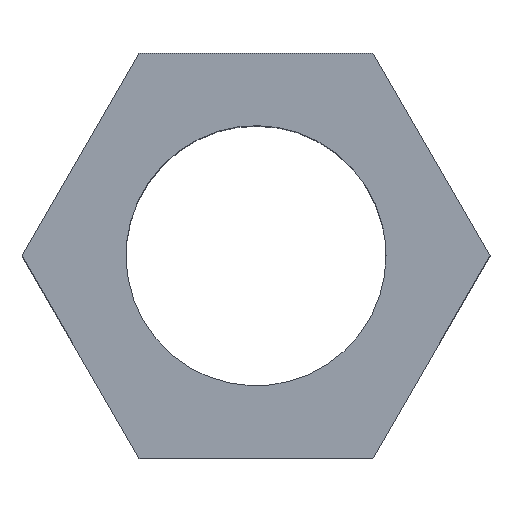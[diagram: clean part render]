
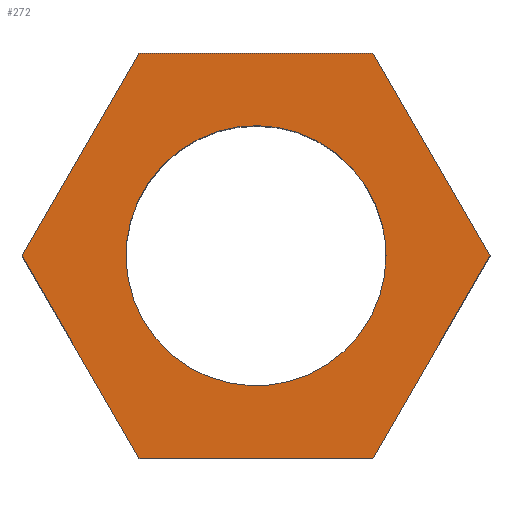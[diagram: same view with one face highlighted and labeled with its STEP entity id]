
A CAD part, top view. The second image highlights one B-rep face of the part: STEP entity #272.
In plain terms, the highlighted planar face has unit normal (0, 0, 1).
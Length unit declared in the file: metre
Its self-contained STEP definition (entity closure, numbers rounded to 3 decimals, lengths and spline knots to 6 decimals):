
#8 = CARTESIAN_POINT('NONE', (0.04572, 0.155389, 0.127));
#9 = VERTEX_POINT('NONE', #8);
#10 = CARTESIAN_POINT('NONE', (0.09144, 0.0762, 0.127));
#11 = VERTEX_POINT('NONE', #10);
#14 = CARTESIAN_POINT('NONE', (-0.04572, 0.155389, 0.127));
#15 = VERTEX_POINT('NONE', #14);
#18 = CARTESIAN_POINT('NONE', (-0.09144, 0.0762, 0.127));
#19 = VERTEX_POINT('NONE', #18);
#22 = CARTESIAN_POINT('NONE', (-0.04572, -0.002989, 0.127));
#23 = VERTEX_POINT('NONE', #22);
#26 = CARTESIAN_POINT('NONE', (0.04572, -0.002989, 0.127));
#27 = VERTEX_POINT('NONE', #26);
#30 = CARTESIAN_POINT('NONE', (0.0508, 0.0762, 0.127));
#31 = VERTEX_POINT('NONE', #30);
#40 = DIRECTION('NONE', (-0.5, 0.866, 0));
#41 = VECTOR('NONE', #40, 1);
#42 = CARTESIAN_POINT('NONE', (0.09144, 0.0762, 0.127));
#43 = LINE('NONE', #42, #41);
#56 = DIRECTION('NONE', (-1, 0, 0));
#57 = VECTOR('NONE', #56, 1);
#58 = CARTESIAN_POINT('NONE', (0.04572, 0.155389, 0.127));
#59 = LINE('NONE', #58, #57);
#68 = DIRECTION('NONE', (-0.5, -0.866, 0));
#69 = VECTOR('NONE', #68, 1);
#70 = CARTESIAN_POINT('NONE', (-0.04572, 0.155389, 0.127));
#71 = LINE('NONE', #70, #69);
#80 = DIRECTION('NONE', (0.5, -0.866, 0));
#81 = VECTOR('NONE', #80, 1);
#82 = CARTESIAN_POINT('NONE', (-0.09144, 0.0762, 0.127));
#83 = LINE('NONE', #82, #81);
#92 = DIRECTION('NONE', (1, 0., 0));
#93 = VECTOR('NONE', #92, 1);
#94 = CARTESIAN_POINT('NONE', (-0.04572, -0.002989, 0.127));
#95 = LINE('NONE', #94, #93);
#100 = DIRECTION('NONE', (0.5, 0.866, 0));
#101 = VECTOR('NONE', #100, 1);
#102 = CARTESIAN_POINT('NONE', (0.04572, -0.002989, 0.127));
#103 = LINE('NONE', #102, #101);
#118 = CARTESIAN_POINT('NONE', (0.0508, 0.0762, 0.127));
#119 = CARTESIAN_POINT('NONE', (0.0508, 0.0254, 0.127));
#120 = CARTESIAN_POINT('NONE', (0., 0.0254, 0.127));
#121 = CARTESIAN_POINT('NONE', (-0.0508, 0.0254, 0.127));
#122 = CARTESIAN_POINT('NONE', (-0.0508, 0.0762, 0.127));
#123 = CARTESIAN_POINT('NONE', (-0.0508, 0.127, 0.127));
#124 = CARTESIAN_POINT('NONE', (0., 0.127, 0.127));
#125 = CARTESIAN_POINT('NONE', (0.0508, 0.127, 0.127));
#126 = CARTESIAN_POINT('NONE', (0.0508, 0.0762, 0.127));
#127 = (
  BOUNDED_CURVE()
  B_SPLINE_CURVE(2, (#118, #119, #120, #121, #122, #123, #124, #125, #126), .UNSPECIFIED., .F., .F.)
  B_SPLINE_CURVE_WITH_KNOTS((3, 2, 2, 2, 3), (0, 0.25, 0.5, 0.75, 1), .UNSPECIFIED.)
  CURVE()
  GEOMETRIC_REPRESENTATION_ITEM()
  RATIONAL_B_SPLINE_CURVE((1, 0.707, 1, 0.707, 1, 0.707, 1, 0.707, 1))
  REPRESENTATION_ITEM('NONE')
);
#130 = EDGE_CURVE('NONE', #11, #9, #43, .T.);
#134 = EDGE_CURVE('NONE', #9, #15, #59, .T.);
#137 = EDGE_CURVE('NONE', #15, #19, #71, .T.);
#140 = EDGE_CURVE('NONE', #19, #23, #83, .T.);
#143 = EDGE_CURVE('NONE', #23, #27, #95, .T.);
#145 = EDGE_CURVE('NONE', #27, #11, #103, .T.);
#148 = EDGE_CURVE('NONE', #31, #31, #127, .T.);
#193 = ORIENTED_EDGE('NONE', *, *, #130, .T.);
#194 = ORIENTED_EDGE('NONE', *, *, #134, .T.);
#195 = ORIENTED_EDGE('NONE', *, *, #137, .T.);
#196 = ORIENTED_EDGE('NONE', *, *, #140, .T.);
#197 = ORIENTED_EDGE('NONE', *, *, #143, .T.);
#198 = ORIENTED_EDGE('NONE', *, *, #145, .T.);
#199 = EDGE_LOOP('NONE', (#193, #194, #195, #196, #197, #198));
#200 = ORIENTED_EDGE('NONE', *, *, #148, .T.);
#201 = EDGE_LOOP('NONE', (#200));
#249 = CARTESIAN_POINT('NONE', (0, 0, 0.127));
#250 = DIRECTION('NONE', (0, 0, 1));
#251 = AXIS2_PLACEMENT_3D('NONE', #249, #250, $);
#252 = PLANE('NONE', #251);
#270 = FACE_OUTER_BOUND('NONE', #199, .T.);
#271 = FACE_BOUND('NONE', #201, .T.);
#272 = ADVANCED_FACE('NONE', (#270, #271), #252, .T.);
